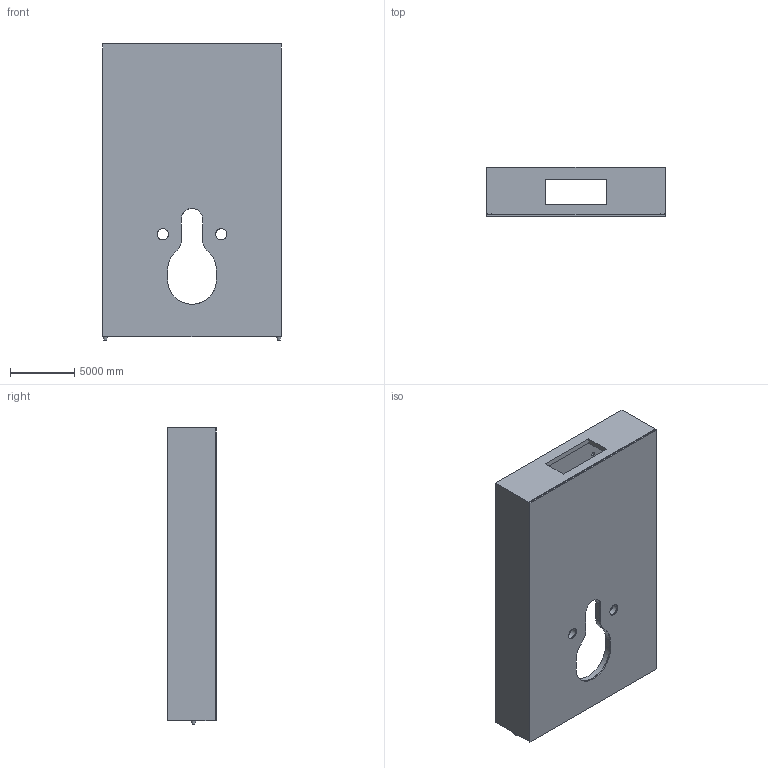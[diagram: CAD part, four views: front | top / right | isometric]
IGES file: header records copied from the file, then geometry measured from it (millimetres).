
Global section: file name: BQWC-515-B; native system: AutoCAD 2016 - English; preprocessor: Autodesk Translation Framework DWG producer (atf_dwg_producer); organization: unknown; date: 20170330.100133; units: inch
Bounding box: 13970 x 3810 x 23114 mm (x, y, z)
Volume: 256571674860.5 mm3; surface area: 1807661710.1 mm2
Topology: 10 solids, 10 shells, 107 faces, 279 edges, 192 vertices
Faces by surface type: bspline 107
